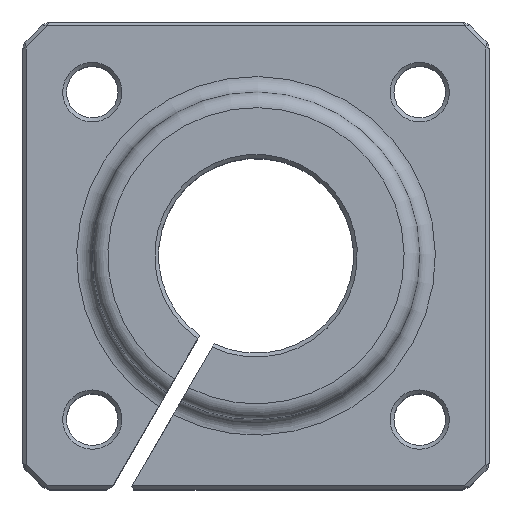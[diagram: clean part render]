
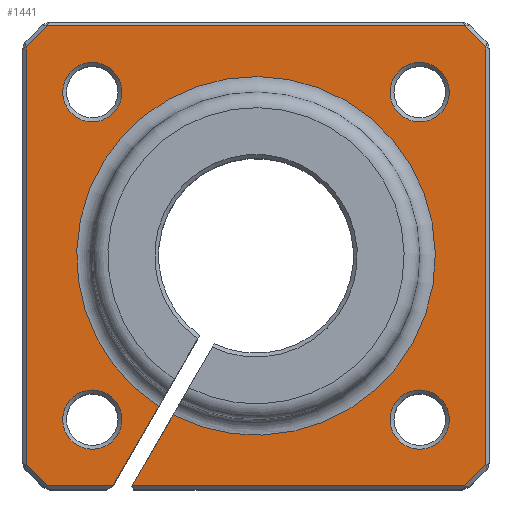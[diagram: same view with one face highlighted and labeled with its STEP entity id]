
A CAD part, top view. The second image highlights one B-rep face of the part: STEP entity #1441.
In plain terms, the highlighted planar face has unit normal (0, 0, 1).
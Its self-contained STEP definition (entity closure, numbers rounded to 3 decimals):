
#79=FACE_BOUND('',#271,.T.);
#80=FACE_BOUND('',#272,.T.);
#81=FACE_BOUND('',#273,.T.);
#82=FACE_BOUND('',#274,.T.);
#125=CIRCLE('',#1584,3.8);
#126=CIRCLE('',#1586,23.);
#127=CIRCLE('',#1587,3.8);
#128=CIRCLE('',#1588,3.8);
#129=CIRCLE('',#1589,3.8);
#167=FACE_OUTER_BOUND('',#270,.T.);
#270=EDGE_LOOP('',(#1081,#1082,#1083,#1084,#1085,#1086,#1087,#1088,#1089,
#1090,#1091,#1092));
#271=EDGE_LOOP('',(#1093));
#272=EDGE_LOOP('',(#1094));
#273=EDGE_LOOP('',(#1095));
#274=EDGE_LOOP('',(#1096));
#383=LINE('',#2223,#509);
#391=LINE('',#2251,#517);
#400=LINE('',#2434,#526);
#401=LINE('',#2436,#527);
#402=LINE('',#2438,#528);
#403=LINE('',#2440,#529);
#404=LINE('',#2442,#530);
#405=LINE('',#2444,#531);
#406=LINE('',#2446,#532);
#407=LINE('',#2448,#533);
#408=LINE('',#2449,#534);
#509=VECTOR('',#1793,10.);
#517=VECTOR('',#1815,10.);
#526=VECTOR('',#1838,10.);
#527=VECTOR('',#1839,10.);
#528=VECTOR('',#1840,10.);
#529=VECTOR('',#1841,10.);
#530=VECTOR('',#1842,10.);
#531=VECTOR('',#1843,10.);
#532=VECTOR('',#1844,10.);
#533=VECTOR('',#1845,10.);
#534=VECTOR('',#1846,10.);
#645=VERTEX_POINT('',#2211);
#646=VERTEX_POINT('',#2222);
#655=VERTEX_POINT('',#2248);
#656=VERTEX_POINT('',#2250);
#668=VERTEX_POINT('',#2429);
#669=VERTEX_POINT('',#2433);
#670=VERTEX_POINT('',#2435);
#671=VERTEX_POINT('',#2437);
#672=VERTEX_POINT('',#2439);
#673=VERTEX_POINT('',#2441);
#674=VERTEX_POINT('',#2443);
#675=VERTEX_POINT('',#2445);
#676=VERTEX_POINT('',#2447);
#677=VERTEX_POINT('',#2451);
#678=VERTEX_POINT('',#2453);
#679=VERTEX_POINT('',#2455);
#785=EDGE_CURVE('',#646,#645,#383,.T.);
#798=EDGE_CURVE('',#656,#655,#391,.T.);
#814=EDGE_CURVE('',#668,#668,#125,.T.);
#816=EDGE_CURVE('',#669,#655,#400,.T.);
#817=EDGE_CURVE('',#670,#669,#401,.T.);
#818=EDGE_CURVE('',#671,#670,#402,.T.);
#819=EDGE_CURVE('',#672,#671,#403,.T.);
#820=EDGE_CURVE('',#673,#672,#404,.T.);
#821=EDGE_CURVE('',#674,#673,#405,.T.);
#822=EDGE_CURVE('',#675,#674,#406,.T.);
#823=EDGE_CURVE('',#676,#675,#407,.T.);
#824=EDGE_CURVE('',#646,#676,#408,.T.);
#825=EDGE_CURVE('',#656,#645,#126,.T.);
#826=EDGE_CURVE('',#677,#677,#127,.T.);
#827=EDGE_CURVE('',#678,#678,#128,.T.);
#828=EDGE_CURVE('',#679,#679,#129,.T.);
#1081=ORIENTED_EDGE('',*,*,#816,.F.);
#1082=ORIENTED_EDGE('',*,*,#817,.F.);
#1083=ORIENTED_EDGE('',*,*,#818,.F.);
#1084=ORIENTED_EDGE('',*,*,#819,.F.);
#1085=ORIENTED_EDGE('',*,*,#820,.F.);
#1086=ORIENTED_EDGE('',*,*,#821,.F.);
#1087=ORIENTED_EDGE('',*,*,#822,.F.);
#1088=ORIENTED_EDGE('',*,*,#823,.F.);
#1089=ORIENTED_EDGE('',*,*,#824,.F.);
#1090=ORIENTED_EDGE('',*,*,#785,.T.);
#1091=ORIENTED_EDGE('',*,*,#825,.F.);
#1092=ORIENTED_EDGE('',*,*,#798,.T.);
#1093=ORIENTED_EDGE('',*,*,#826,.F.);
#1094=ORIENTED_EDGE('',*,*,#827,.F.);
#1095=ORIENTED_EDGE('',*,*,#828,.F.);
#1096=ORIENTED_EDGE('',*,*,#814,.F.);
#1357=PLANE('',#1585);
#1441=ADVANCED_FACE('',(#167,#79,#80,#81,#82),#1357,.T.);
#1584=AXIS2_PLACEMENT_3D('',#2430,#1833,#1834);
#1585=AXIS2_PLACEMENT_3D('',#2432,#1836,#1837);
#1586=AXIS2_PLACEMENT_3D('',#2450,#1847,#1848);
#1587=AXIS2_PLACEMENT_3D('',#2452,#1849,#1850);
#1588=AXIS2_PLACEMENT_3D('',#2454,#1851,#1852);
#1589=AXIS2_PLACEMENT_3D('',#2456,#1853,#1854);
#1793=DIRECTION('',(0.5,0.866,0.));
#1815=DIRECTION('',(-0.5,-0.866,0.));
#1833=DIRECTION('center_axis',(0.,0.,1.));
#1834=DIRECTION('ref_axis',(-1.,0.,0.));
#1836=DIRECTION('center_axis',(0.,0.,1.));
#1837=DIRECTION('ref_axis',(1.,0.,0.));
#1838=DIRECTION('',(-1.,0.,0.));
#1839=DIRECTION('',(-0.707,-0.707,0.));
#1840=DIRECTION('',(0.,-1.,0.));
#1841=DIRECTION('',(0.707,-0.707,0.));
#1842=DIRECTION('',(1.,0.,0.));
#1843=DIRECTION('',(0.707,0.707,0.));
#1844=DIRECTION('',(0.,1.,0.));
#1845=DIRECTION('',(-0.707,0.707,0.));
#1846=DIRECTION('',(-1.,0.,0.));
#1847=DIRECTION('center_axis',(0.,0.,1.));
#1848=DIRECTION('ref_axis',(0.503,0.864,0.));
#1849=DIRECTION('center_axis',(0.,0.,1.));
#1850=DIRECTION('ref_axis',(-1.,0.,0.));
#1851=DIRECTION('center_axis',(0.,0.,1.));
#1852=DIRECTION('ref_axis',(-1.,0.,0.));
#1853=DIRECTION('center_axis',(0.,0.,1.));
#1854=DIRECTION('ref_axis',(-1.,0.,0.));
#2211=CARTESIAN_POINT('',(-12.482,-19.319,16.));
#2222=CARTESIAN_POINT('',(-18.36,-29.5,16.));
#2223=CARTESIAN_POINT('',(-4.108,-4.815,16.));
#2248=CARTESIAN_POINT('',(-15.877,-29.5,16.));
#2250=CARTESIAN_POINT('',(-10.623,-20.4,16.));
#2251=CARTESIAN_POINT('',(-7.65,-15.25,16.));
#2429=CARTESIAN_POINT('',(24.8,21.,16.));
#2430=CARTESIAN_POINT('Origin',(21.,21.,16.));
#2432=CARTESIAN_POINT('Origin',(0.,0.,
16.));
#2433=CARTESIAN_POINT('',(26.793,-29.5,16.));
#2434=CARTESIAN_POINT('',(15.,-29.5,16.));
#2435=CARTESIAN_POINT('',(29.5,-26.793,16.));
#2436=CARTESIAN_POINT('',(28.146,-28.146,16.));
#2437=CARTESIAN_POINT('',(29.5,26.793,16.));
#2438=CARTESIAN_POINT('',(29.5,15.,16.));
#2439=CARTESIAN_POINT('',(26.793,29.5,16.));
#2440=CARTESIAN_POINT('',(28.146,28.146,16.));
#2441=CARTESIAN_POINT('',(-26.793,29.5,16.));
#2442=CARTESIAN_POINT('',(-15.,29.5,16.));
#2443=CARTESIAN_POINT('',(-29.5,26.793,16.));
#2444=CARTESIAN_POINT('',(-28.146,28.146,16.));
#2445=CARTESIAN_POINT('',(-29.5,-26.793,16.));
#2446=CARTESIAN_POINT('',(-29.5,-15.,16.));
#2447=CARTESIAN_POINT('',(-26.793,-29.5,16.));
#2448=CARTESIAN_POINT('',(-28.146,-28.146,16.));
#2449=CARTESIAN_POINT('',(15.,-29.5,16.));
#2450=CARTESIAN_POINT('Origin',(0.,0.,16.));
#2451=CARTESIAN_POINT('',(24.8,-21.,16.));
#2452=CARTESIAN_POINT('Origin',(21.,-21.,16.));
#2453=CARTESIAN_POINT('',(-17.2,-21.,16.));
#2454=CARTESIAN_POINT('Origin',(-21.,-21.,16.));
#2455=CARTESIAN_POINT('',(-17.2,21.,16.));
#2456=CARTESIAN_POINT('Origin',(-21.,21.,16.));
